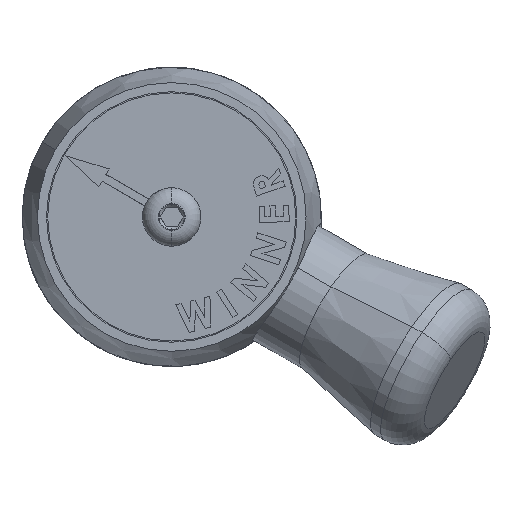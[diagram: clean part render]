
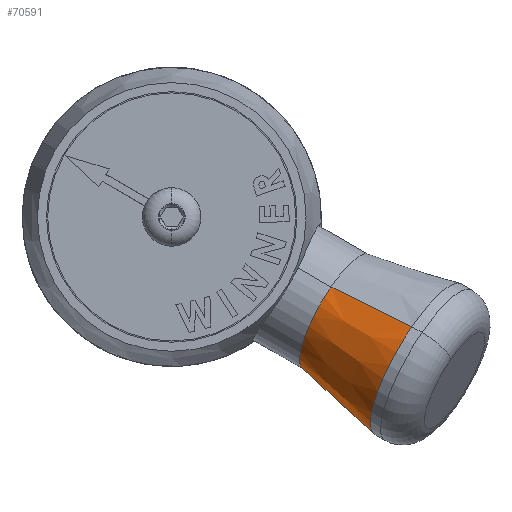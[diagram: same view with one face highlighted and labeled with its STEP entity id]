
A CAD part, left-side view. The second image highlights one B-rep face of the part: STEP entity #70591.
In plain terms, the highlighted conical face has half-angle 12 degrees and reference radius 8.35 mm.
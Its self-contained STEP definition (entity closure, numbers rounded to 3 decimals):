
#2228 = ORIENTED_EDGE ( 'NONE', *, *, #18163, .T. ) ;
#3089 = DIRECTION ( 'NONE',  ( -0.925, 0.071, 0.374 ) ) ;
#3201 = AXIS2_PLACEMENT_3D ( 'NONE', #62777, #6911, #73790 ) ;
#4715 = VERTEX_POINT ( 'NONE', #33840 ) ;
#6237 = CIRCLE ( 'NONE', #3201, 11. ) ;
#6429 = EDGE_LOOP ( 'NONE', ( #16890, #18540, #29463, #2228 ) ) ;
#6911 = DIRECTION ( 'NONE',  ( 0.259, 0.837, 0.483 ) ) ;
#10015 = CARTESIAN_POINT ( 'NONE',  ( -37.109, -20.739, -11.974 ) ) ;
#12297 = VERTEX_POINT ( 'NONE', #78442 ) ;
#12780 = EDGE_CURVE ( 'NONE', #12297, #22595, #76001, .T. ) ;
#15864 = LINE ( 'NONE', #54307, #68471 ) ;
#16876 = AXIS2_PLACEMENT_3D ( 'NONE', #10015, #23112, #52761 ) ;
#16890 = ORIENTED_EDGE ( 'NONE', *, *, #66554, .F. ) ;
#17539 = AXIS2_PLACEMENT_3D ( 'NONE', #34655, #45877, #3089 ) ;
#17658 = FACE_OUTER_BOUND ( 'NONE', #6429, .T. ) ;
#18163 = EDGE_CURVE ( 'NONE', #26593, #4715, #6237, .T. ) ;
#18540 = ORIENTED_EDGE ( 'NONE', *, *, #12780, .F. ) ;
#22595 = VERTEX_POINT ( 'NONE', #39550 ) ;
#23112 = DIRECTION ( 'NONE',  ( -0.259, -0.837, -0.483 ) ) ;
#26593 = VERTEX_POINT ( 'NONE', #66834 ) ;
#29463 = ORIENTED_EDGE ( 'NONE', *, *, #57820, .T. ) ;
#33840 = CARTESIAN_POINT ( 'NONE',  ( -50.51, -30.393, -13.886 ) ) ;
#34502 = VECTOR ( 'NONE', #52509, 1000. ) ;
#34655 = CARTESIAN_POINT ( 'NONE',  ( -37.109, -20.739, -11.974 ) ) ;
#39550 = CARTESIAN_POINT ( 'NONE',  ( -44.832, -20.151, -8.855 ) ) ;
#45564 = CARTESIAN_POINT ( 'NONE',  ( -29.386, -21.328, -15.093 ) ) ;
#45877 = DIRECTION ( 'NONE',  ( 0.259, 0.837, 0.483 ) ) ;
#46906 = LINE ( 'NONE', #45564, #34502 ) ;
#52509 = DIRECTION ( 'NONE',  ( -0.061, -0.833, -0.55 ) ) ;
#52761 = DIRECTION ( 'NONE',  ( 0.925, -0.071, -0.374 ) ) ;
#54307 = CARTESIAN_POINT ( 'NONE',  ( -44.832, -20.151, -8.855 ) ) ;
#55893 = CONICAL_SURFACE ( 'NONE', #16876, 8.35, 0.209 ) ;
#57820 = EDGE_CURVE ( 'NONE', #12297, #26593, #46906, .T. ) ;
#60466 = DIRECTION ( 'NONE',  ( -0.445, -0.804, -0.395 ) ) ;
#62777 = CARTESIAN_POINT ( 'NONE',  ( -40.336, -31.168, -17.995 ) ) ;
#66554 = EDGE_CURVE ( 'NONE', #22595, #4715, #15864, .T. ) ;
#66834 = CARTESIAN_POINT ( 'NONE',  ( -30.162, -31.944, -22.104 ) ) ;
#68471 = VECTOR ( 'NONE', #60466, 1000. ) ;
#70591 = ADVANCED_FACE ( 'NONE', ( #17658 ), #55893, .T. ) ;
#73790 = DIRECTION ( 'NONE',  ( -0.925, 0.071, 0.374 ) ) ;
#76001 = CIRCLE ( 'NONE', #17539, 8.35 ) ;
#78442 = CARTESIAN_POINT ( 'NONE',  ( -29.386, -21.328, -15.093 ) ) ;
